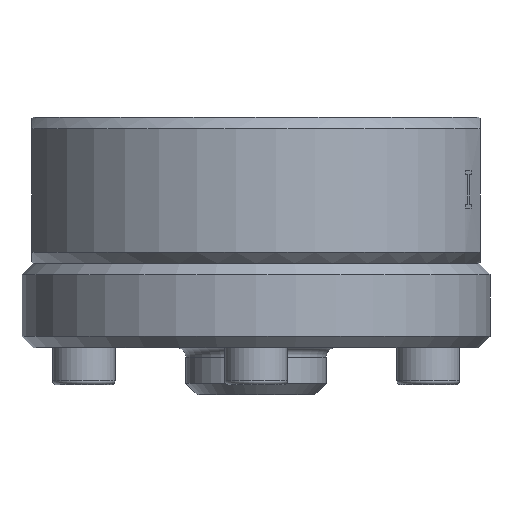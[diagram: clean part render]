
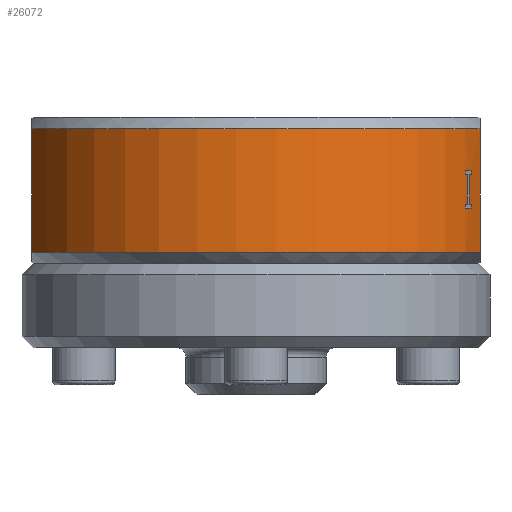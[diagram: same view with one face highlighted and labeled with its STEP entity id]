
A CAD part, front view. The second image highlights one B-rep face of the part: STEP entity #26072.
In plain terms, the highlighted cylindrical face has radius 31.75 mm (diameter 63.5 mm), a partial arc.
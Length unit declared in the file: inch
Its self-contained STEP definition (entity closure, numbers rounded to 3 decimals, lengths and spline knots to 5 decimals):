
#668=FACE_BOUND('',#3567,.T.);
#753=CYLINDRICAL_SURFACE('',#27485,1.25);
#2086=FACE_OUTER_BOUND('',#3566,.T.);
#3566=EDGE_LOOP('',(#23466,#23467,#23468,#23469));
#3567=EDGE_LOOP('',(#23470,#23471,#23472,#23473,#23474,#23475,#23476,#23477,
#23478,#23479,#23480,#23481));
#3742=CIRCLE('',#26917,1.25);
#3743=CIRCLE('',#26920,1.25);
#3744=CIRCLE('',#26923,1.25);
#3745=CIRCLE('',#26926,1.25);
#3746=CIRCLE('',#26929,1.25);
#3747=CIRCLE('',#26932,1.25);
#3749=CIRCLE('',#27453,1.25);
#3765=CIRCLE('',#27486,1.25);
#5775=LINE('',#39824,#8933);
#5778=LINE('',#39832,#8936);
#5781=LINE('',#39840,#8939);
#5784=LINE('',#39848,#8942);
#5787=LINE('',#39856,#8945);
#5790=LINE('',#39864,#8948);
#6885=LINE('',#43520,#10043);
#6887=LINE('',#43538,#10045);
#8933=VECTOR('',#31092,0.3937);
#8936=VECTOR('',#31101,0.3937);
#8939=VECTOR('',#31110,0.3937);
#8942=VECTOR('',#31119,0.3937);
#8945=VECTOR('',#31128,0.3937);
#8948=VECTOR('',#31137,0.3937);
#10043=VECTOR('',#33336,0.3937);
#10045=VECTOR('',#33346,0.3937);
#11858=VERTEX_POINT('',#39821);
#11859=VERTEX_POINT('',#39823);
#11860=VERTEX_POINT('',#39827);
#11861=VERTEX_POINT('',#39831);
#11862=VERTEX_POINT('',#39835);
#11863=VERTEX_POINT('',#39839);
#11864=VERTEX_POINT('',#39843);
#11865=VERTEX_POINT('',#39847);
#11866=VERTEX_POINT('',#39851);
#11867=VERTEX_POINT('',#39855);
#11868=VERTEX_POINT('',#39859);
#11869=VERTEX_POINT('',#39863);
#12503=VERTEX_POINT('',#43446);
#12504=VERTEX_POINT('',#43450);
#12521=VERTEX_POINT('',#43516);
#12524=VERTEX_POINT('',#43536);
#14935=EDGE_CURVE('',#11859,#11858,#5775,.T.);
#14937=EDGE_CURVE('',#11860,#11859,#3742,.T.);
#14939=EDGE_CURVE('',#11861,#11860,#5778,.T.);
#14941=EDGE_CURVE('',#11862,#11861,#3743,.T.);
#14943=EDGE_CURVE('',#11863,#11862,#5781,.T.);
#14945=EDGE_CURVE('',#11864,#11863,#3744,.T.);
#14947=EDGE_CURVE('',#11865,#11864,#5784,.T.);
#14949=EDGE_CURVE('',#11866,#11865,#3745,.T.);
#14951=EDGE_CURVE('',#11867,#11866,#5787,.T.);
#14953=EDGE_CURVE('',#11868,#11867,#3746,.T.);
#14955=EDGE_CURVE('',#11869,#11868,#5790,.T.);
#14957=EDGE_CURVE('',#11858,#11869,#3747,.T.);
#16153=EDGE_CURVE('',#12503,#12504,#3749,.T.);
#16183=EDGE_CURVE('',#12503,#12521,#6885,.T.);
#16188=EDGE_CURVE('',#12524,#12521,#3765,.T.);
#16189=EDGE_CURVE('',#12524,#12504,#6887,.T.);
#23466=ORIENTED_EDGE('',*,*,#16183,.T.);
#23467=ORIENTED_EDGE('',*,*,#16188,.F.);
#23468=ORIENTED_EDGE('',*,*,#16189,.T.);
#23469=ORIENTED_EDGE('',*,*,#16153,.F.);
#23470=ORIENTED_EDGE('',*,*,#14935,.T.);
#23471=ORIENTED_EDGE('',*,*,#14957,.T.);
#23472=ORIENTED_EDGE('',*,*,#14955,.T.);
#23473=ORIENTED_EDGE('',*,*,#14953,.T.);
#23474=ORIENTED_EDGE('',*,*,#14951,.T.);
#23475=ORIENTED_EDGE('',*,*,#14949,.T.);
#23476=ORIENTED_EDGE('',*,*,#14947,.T.);
#23477=ORIENTED_EDGE('',*,*,#14945,.T.);
#23478=ORIENTED_EDGE('',*,*,#14943,.T.);
#23479=ORIENTED_EDGE('',*,*,#14941,.T.);
#23480=ORIENTED_EDGE('',*,*,#14939,.T.);
#23481=ORIENTED_EDGE('',*,*,#14937,.T.);
#26072=ADVANCED_FACE('',(#2086,#668),#753,.T.);
#26917=AXIS2_PLACEMENT_3D('',#39828,#31096,#31097);
#26920=AXIS2_PLACEMENT_3D('',#39836,#31105,#31106);
#26923=AXIS2_PLACEMENT_3D('',#39844,#31114,#31115);
#26926=AXIS2_PLACEMENT_3D('',#39852,#31123,#31124);
#26929=AXIS2_PLACEMENT_3D('',#39860,#31132,#31133);
#26932=AXIS2_PLACEMENT_3D('',#39867,#31141,#31142);
#27453=AXIS2_PLACEMENT_3D('',#43451,#33266,#33267);
#27485=AXIS2_PLACEMENT_3D('',#43535,#33342,#33343);
#27486=AXIS2_PLACEMENT_3D('',#43537,#33344,#33345);
#31092=DIRECTION('',(0.,0.,-1.));
#31096=DIRECTION('center_axis',(0.,0.,1.));
#31097=DIRECTION('ref_axis',(-1.,0.,0.));
#31101=DIRECTION('',(0.,0.,-1.));
#31105=DIRECTION('center_axis',(0.,0.,-1.));
#31106=DIRECTION('ref_axis',(-1.,0.,0.));
#31110=DIRECTION('',(0.,0.,-1.));
#31114=DIRECTION('center_axis',(0.,0.,1.));
#31115=DIRECTION('ref_axis',(-1.,0.,0.));
#31119=DIRECTION('',(0.,0.,1.));
#31123=DIRECTION('center_axis',(0.,0.,-1.));
#31124=DIRECTION('ref_axis',(-1.,0.,0.));
#31128=DIRECTION('',(0.,0.,1.));
#31132=DIRECTION('center_axis',(0.,0.,1.));
#31133=DIRECTION('ref_axis',(-1.,0.,0.));
#31137=DIRECTION('',(0.,0.,1.));
#31141=DIRECTION('center_axis',(0.,0.,-1.));
#31142=DIRECTION('ref_axis',(-1.,0.,0.));
#33266=DIRECTION('center_axis',(0.,0.,-1.));
#33267=DIRECTION('ref_axis',(-1.,0.,0.));
#33336=DIRECTION('',(0.,0.,1.));
#33342=DIRECTION('center_axis',(0.,0.,1.));
#33343=DIRECTION('ref_axis',(-1.,0.,0.));
#33344=DIRECTION('center_axis',(0.,0.,1.));
#33345=DIRECTION('ref_axis',(-1.,0.,0.));
#33346=DIRECTION('',(0.,0.,-1.));
#39821=CARTESIAN_POINT('',(1.15083,-0.48795,-0.09391));
#39823=CARTESIAN_POINT('',(1.15083,-0.48795,-0.07349));
#39824=CARTESIAN_POINT('',(1.15083,-0.48795,0.));
#39827=CARTESIAN_POINT('',(1.14066,-0.51127,-0.07349));
#39828=CARTESIAN_POINT('Origin',(0.,0.,-0.07349));
#39831=CARTESIAN_POINT('',(1.14066,-0.51127,0.08567));
#39832=CARTESIAN_POINT('',(1.14066,-0.51127,0.));
#39835=CARTESIAN_POINT('',(1.15083,-0.48795,0.08567));
#39836=CARTESIAN_POINT('Origin',(0.,0.,0.08567));
#39839=CARTESIAN_POINT('',(1.15083,-0.48795,0.10609));
#39840=CARTESIAN_POINT('',(1.15083,-0.48795,0.));
#39843=CARTESIAN_POINT('',(1.1184,-0.55829,0.10609));
#39844=CARTESIAN_POINT('Origin',(0.,0.,0.10609));
#39847=CARTESIAN_POINT('',(1.1184,-0.55829,0.08567));
#39848=CARTESIAN_POINT('',(1.1184,-0.55829,0.));
#39851=CARTESIAN_POINT('',(1.12953,-0.53541,0.08567));
#39852=CARTESIAN_POINT('Origin',(0.,0.,0.08567));
#39855=CARTESIAN_POINT('',(1.12953,-0.53541,-0.07349));
#39856=CARTESIAN_POINT('',(1.12953,-0.53541,0.));
#39859=CARTESIAN_POINT('',(1.1184,-0.55829,-0.07349));
#39860=CARTESIAN_POINT('Origin',(0.,0.,-0.07349));
#39863=CARTESIAN_POINT('',(1.1184,-0.55829,-0.09391));
#39864=CARTESIAN_POINT('',(1.1184,-0.55829,0.));
#39867=CARTESIAN_POINT('Origin',(0.,0.,-0.09391));
#43446=CARTESIAN_POINT('',(1.19704,-0.36,-0.33));
#43450=CARTESIAN_POINT('',(-1.19704,-0.36,-0.33));
#43451=CARTESIAN_POINT('Origin',(0.,0.,-0.33));
#43516=CARTESIAN_POINT('',(1.19704,-0.36,0.33));
#43520=CARTESIAN_POINT('',(1.19704,-0.36,0.));
#43535=CARTESIAN_POINT('Origin',(0.,0.,0.));
#43536=CARTESIAN_POINT('',(-1.19704,-0.36,0.33));
#43537=CARTESIAN_POINT('Origin',(0.,0.,0.33));
#43538=CARTESIAN_POINT('',(-1.19704,-0.36,0.));
